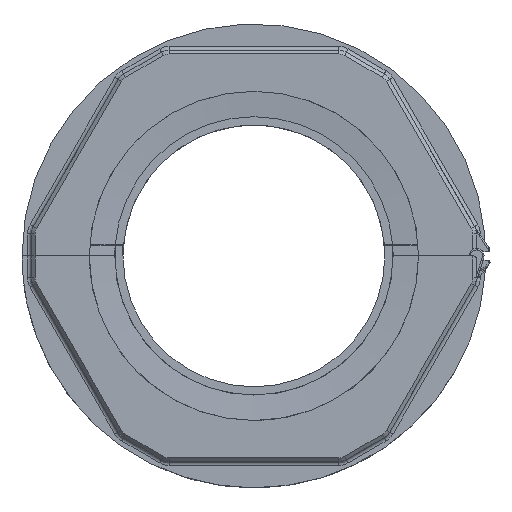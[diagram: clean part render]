
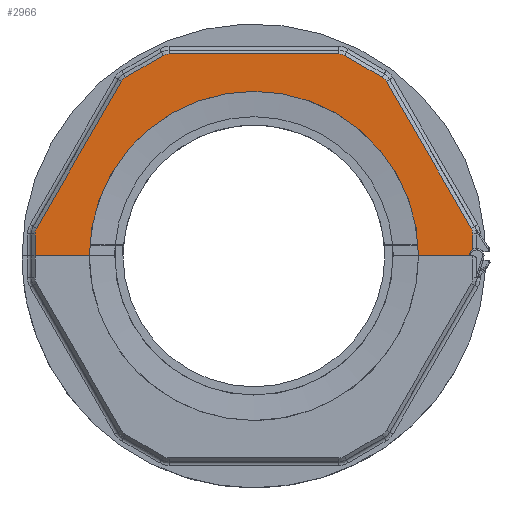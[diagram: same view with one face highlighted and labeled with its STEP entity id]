
A CAD part, left-side view. The second image highlights one B-rep face of the part: STEP entity #2966.
In plain terms, the highlighted planar face has unit normal (-1, 0, 0).
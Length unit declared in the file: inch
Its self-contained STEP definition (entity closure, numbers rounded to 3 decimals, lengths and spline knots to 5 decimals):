
#394 = VERTEX_POINT ( 'NONE', #28535 ) ;
#698 = DIRECTION ( 'NONE',  ( 0., 0.866, -0.5 ) ) ;
#1212 = VECTOR ( 'NONE', #11069, 39.37008 ) ;
#1688 = DIRECTION ( 'NONE',  ( -1., 0., 0. ) ) ;
#1829 = EDGE_CURVE ( 'NONE', #27340, #37373, #21332, .T. ) ;
#2263 = VECTOR ( 'NONE', #24563, 39.37008 ) ;
#2303 = VERTEX_POINT ( 'NONE', #6504 ) ;
#2737 = VERTEX_POINT ( 'NONE', #17602 ) ;
#2966 = ADVANCED_FACE ( 'NONE', ( #28580 ), #10748, .T. ) ;
#3543 = VERTEX_POINT ( 'NONE', #26306 ) ;
#4628 = DIRECTION ( 'NONE',  ( 0., 0., -1. ) ) ;
#5439 = LINE ( 'NONE', #17862, #1212 ) ;
#5624 = DIRECTION ( 'NONE',  ( 0., 0., -1. ) ) ;
#6026 = CARTESIAN_POINT ( 'NONE',  ( -0.7874, -0.67571, 0.9398 ) ) ;
#6116 = DIRECTION ( 'NONE',  ( 0., 0.5, -0.866 ) ) ;
#6173 = EDGE_CURVE ( 'NONE', #21715, #25491, #26982, .T. ) ;
#6413 = EDGE_CURVE ( 'NONE', #19416, #2303, #28034, .T. ) ;
#6414 = CARTESIAN_POINT ( 'NONE',  ( -0.7874, 0.97441, 0. ) ) ;
#6474 = CARTESIAN_POINT ( 'NONE',  ( -0.7874, 0.86614, 0. ) ) ;
#6504 = CARTESIAN_POINT ( 'NONE',  ( -0.7874, -0.47603, 1.05508 ) ) ;
#7439 = DIRECTION ( 'NONE',  ( -1., 0., 0. ) ) ;
#7476 = CARTESIAN_POINT ( 'NONE',  ( -0.7874, -1.59879, 0. ) ) ;
#7503 = DIRECTION ( 'NONE',  ( 0., 0., -1. ) ) ;
#7717 = DIRECTION ( 'NONE',  ( 0., 0., 1. ) ) ;
#7738 = EDGE_CURVE ( 'NONE', #3543, #18038, #22686, .T. ) ;
#8836 = CARTESIAN_POINT ( 'NONE',  ( -0.7874, -1.09269, 0.11528 ) ) ;
#9173 = VERTEX_POINT ( 'NONE', #22597 ) ;
#9254 = CARTESIAN_POINT ( 'NONE',  ( -0.7874, 0.67571, 0.9398 ) ) ;
#9329 = ORIENTED_EDGE ( 'NONE', *, *, #36846, .T. ) ;
#9721 = LINE ( 'NONE', #31141, #11651 ) ;
#9857 = CARTESIAN_POINT ( 'NONE',  ( -0.7874, -0.69733, 0.91818 ) ) ;
#9910 = EDGE_CURVE ( 'NONE', #2303, #25889, #24931, .T. ) ;
#10349 = ORIENTED_EDGE ( 'NONE', *, *, #29919, .T. ) ;
#10369 = AXIS2_PLACEMENT_3D ( 'NONE', #36262, #32668, #5624 ) ;
#10748 = PLANE ( 'NONE',  #30286 ) ;
#10914 = ORIENTED_EDGE ( 'NONE', *, *, #39094, .T. ) ;
#10931 = CARTESIAN_POINT ( 'NONE',  ( -0.7874, 0.44651, 1.06299 ) ) ;
#11069 = DIRECTION ( 'NONE',  ( 0., -1., 0. ) ) ;
#11094 = VERTEX_POINT ( 'NONE', #9857 ) ;
#11566 = CARTESIAN_POINT ( 'NONE',  ( -0.7874, -1.17143, 0. ) ) ;
#11651 = VECTOR ( 'NONE', #698, 39.37008 ) ;
#11981 = CARTESIAN_POINT ( 'NONE',  ( -0.7874, -1.15174, 0. ) ) ;
#12503 = CARTESIAN_POINT ( 'NONE',  ( -0.7874, -1.14383, 0.14481 ) ) ;
#12711 = EDGE_CURVE ( 'NONE', #394, #21715, #5439, .T. ) ;
#13210 = AXIS2_PLACEMENT_3D ( 'NONE', #23837, #14460, #30250 ) ;
#13382 = VECTOR ( 'NONE', #31899, 39.37008 ) ;
#13445 = AXIS2_PLACEMENT_3D ( 'NONE', #16471, #7439, #4628 ) ;
#13889 = ORIENTED_EDGE ( 'NONE', *, *, #35020, .T. ) ;
#14163 = CIRCLE ( 'NONE', #30786, 0.05906 ) ;
#14245 = CARTESIAN_POINT ( 'NONE',  ( -0.7874, 0.97441, 1.06299 ) ) ;
#14278 = LINE ( 'NONE', #26451, #30025 ) ;
#14460 = DIRECTION ( 'NONE',  ( 1., 0., 0. ) ) ;
#14482 = CARTESIAN_POINT ( 'NONE',  ( -0.7874, -1.15174, 0.0341 ) ) ;
#14580 = DIRECTION ( 'NONE',  ( 1., 0., 0. ) ) ;
#14722 = DIRECTION ( 'NONE',  ( -1., 0., 0. ) ) ;
#15233 = CARTESIAN_POINT ( 'NONE',  ( -0.7874, -1.13206, 0. ) ) ;
#15269 = DIRECTION ( 'NONE',  ( -1., 0., 0. ) ) ;
#15977 = EDGE_CURVE ( 'NONE', #2737, #20052, #9721, .T. ) ;
#16471 = CARTESIAN_POINT ( 'NONE',  ( -0.7874, -0.44651, 1.00394 ) ) ;
#17435 = LINE ( 'NONE', #14245, #31340 ) ;
#17602 = CARTESIAN_POINT ( 'NONE',  ( -0.7874, 0.47603, 1.05508 ) ) ;
#17862 = CARTESIAN_POINT ( 'NONE',  ( -0.7874, -1.59879, 0. ) ) ;
#18038 = VERTEX_POINT ( 'NONE', #6474 ) ;
#18075 = CIRCLE ( 'NONE', #19354, 0.05906 ) ;
#18248 = DIRECTION ( 'NONE',  ( 0., 0.866, 0.5 ) ) ;
#19354 = AXIS2_PLACEMENT_3D ( 'NONE', #39507, #14722, #21507 ) ;
#19416 = VERTEX_POINT ( 'NONE', #33625 ) ;
#19527 = CARTESIAN_POINT ( 'NONE',  ( -0.7874, 0.64618, 0.88865 ) ) ;
#19796 = CIRCLE ( 'NONE', #23599, 0.05906 ) ;
#20052 = VERTEX_POINT ( 'NONE', #9254 ) ;
#20279 = DIRECTION ( 'NONE',  ( 0., 0., -1. ) ) ;
#20330 = EDGE_CURVE ( 'NONE', #9173, #3543, #23764, .T. ) ;
#20674 = CARTESIAN_POINT ( 'NONE',  ( -0.7874, 1.09269, 0.11528 ) ) ;
#20770 = CARTESIAN_POINT ( 'NONE',  ( -0.7874, 1.15174, 0. ) ) ;
#20814 = AXIS2_PLACEMENT_3D ( 'NONE', #19527, #1688, #7503 ) ;
#21052 = DIRECTION ( 'NONE',  ( 0., 0., -1. ) ) ;
#21132 = ORIENTED_EDGE ( 'NONE', *, *, #6413, .T. ) ;
#21175 = LINE ( 'NONE', #11981, #33987 ) ;
#21332 = LINE ( 'NONE', #33553, #33469 ) ;
#21507 = DIRECTION ( 'NONE',  ( 0., 0., -1. ) ) ;
#21715 = VERTEX_POINT ( 'NONE', #15233 ) ;
#21869 = ORIENTED_EDGE ( 'NONE', *, *, #7738, .T. ) ;
#22107 = CIRCLE ( 'NONE', #20814, 0.05906 ) ;
#22597 = CARTESIAN_POINT ( 'NONE',  ( -0.7874, 1.15174, 0.11528 ) ) ;
#22613 = ORIENTED_EDGE ( 'NONE', *, *, #23503, .T. ) ;
#22686 = LINE ( 'NONE', #7476, #13382 ) ;
#22951 = DIRECTION ( 'NONE',  ( -1., 0., 0. ) ) ;
#23224 = DIRECTION ( 'NONE',  ( 0., 1., 0. ) ) ;
#23426 = ORIENTED_EDGE ( 'NONE', *, *, #34918, .T. ) ;
#23503 = EDGE_CURVE ( 'NONE', #26384, #11094, #14278, .T. ) ;
#23599 = AXIS2_PLACEMENT_3D ( 'NONE', #8836, #15269, #21052 ) ;
#23764 = LINE ( 'NONE', #20770, #2263 ) ;
#23837 = CARTESIAN_POINT ( 'NONE',  ( -0.7874, 0., 0. ) ) ;
#23974 = ORIENTED_EDGE ( 'NONE', *, *, #20330, .T. ) ;
#24201 = EDGE_CURVE ( 'NONE', #26901, #26384, #19796, .T. ) ;
#24563 = DIRECTION ( 'NONE',  ( 0., 0., -1. ) ) ;
#24931 = CIRCLE ( 'NONE', #13445, 0.05906 ) ;
#25491 = VERTEX_POINT ( 'NONE', #14482 ) ;
#25889 = VERTEX_POINT ( 'NONE', #33629 ) ;
#26306 = CARTESIAN_POINT ( 'NONE',  ( -0.7874, 1.15174, 0. ) ) ;
#26384 = VERTEX_POINT ( 'NONE', #12503 ) ;
#26451 = CARTESIAN_POINT ( 'NONE',  ( -0.7874, -1.14383, 0.14481 ) ) ;
#26901 = VERTEX_POINT ( 'NONE', #33659 ) ;
#26982 = CIRCLE ( 'NONE', #28921, 0.03937 ) ;
#27340 = VERTEX_POINT ( 'NONE', #29088 ) ;
#27739 = ORIENTED_EDGE ( 'NONE', *, *, #24201, .T. ) ;
#28034 = LINE ( 'NONE', #6026, #37222 ) ;
#28535 = CARTESIAN_POINT ( 'NONE',  ( -0.7874, -0.86614, 0. ) ) ;
#28580 = FACE_OUTER_BOUND ( 'NONE', #34287, .T. ) ;
#28921 = AXIS2_PLACEMENT_3D ( 'NONE', #11566, #14580, #7717 ) ;
#29088 = CARTESIAN_POINT ( 'NONE',  ( -0.7874, 0.69733, 0.91818 ) ) ;
#29919 = EDGE_CURVE ( 'NONE', #25889, #34650, #17435, .T. ) ;
#30025 = VECTOR ( 'NONE', #32671, 39.37008 ) ;
#30250 = DIRECTION ( 'NONE',  ( 0., 1., 0. ) ) ;
#30286 = AXIS2_PLACEMENT_3D ( 'NONE', #6414, #22951, #36847 ) ;
#30456 = CIRCLE ( 'NONE', #13210, 0.86614 ) ;
#30786 = AXIS2_PLACEMENT_3D ( 'NONE', #20674, #32895, #20279 ) ;
#31141 = CARTESIAN_POINT ( 'NONE',  ( -0.7874, 0.47603, 1.05508 ) ) ;
#31340 = VECTOR ( 'NONE', #23224, 39.37008 ) ;
#31899 = DIRECTION ( 'NONE',  ( 0., -1., 0. ) ) ;
#32287 = CARTESIAN_POINT ( 'NONE',  ( -0.7874, 1.14383, 0.14481 ) ) ;
#32668 = DIRECTION ( 'NONE',  ( -1., 0., 0. ) ) ;
#32671 = DIRECTION ( 'NONE',  ( 0., 0.5, 0.866 ) ) ;
#32895 = DIRECTION ( 'NONE',  ( -1., 0., 0. ) ) ;
#33143 = ORIENTED_EDGE ( 'NONE', *, *, #12711, .T. ) ;
#33469 = VECTOR ( 'NONE', #6116, 39.37008 ) ;
#33553 = CARTESIAN_POINT ( 'NONE',  ( -0.7874, 0.69733, 0.91818 ) ) ;
#33625 = CARTESIAN_POINT ( 'NONE',  ( -0.7874, -0.67571, 0.9398 ) ) ;
#33629 = CARTESIAN_POINT ( 'NONE',  ( -0.7874, -0.44651, 1.06299 ) ) ;
#33659 = CARTESIAN_POINT ( 'NONE',  ( -0.7874, -1.15174, 0.11528 ) ) ;
#33987 = VECTOR ( 'NONE', #36789, 39.37008 ) ;
#34287 = EDGE_LOOP ( 'NONE', ( #34688, #23426, #23974, #21869, #10914, #33143, #34556, #13889, #27739, #22613, #36065, #21132, #38649, #10349, #9329, #37019, #37376 ) ) ;
#34556 = ORIENTED_EDGE ( 'NONE', *, *, #6173, .T. ) ;
#34650 = VERTEX_POINT ( 'NONE', #10931 ) ;
#34688 = ORIENTED_EDGE ( 'NONE', *, *, #1829, .T. ) ;
#34918 = EDGE_CURVE ( 'NONE', #37373, #9173, #14163, .T. ) ;
#35020 = EDGE_CURVE ( 'NONE', #25491, #26901, #21175, .T. ) ;
#36065 = ORIENTED_EDGE ( 'NONE', *, *, #37345, .T. ) ;
#36262 = CARTESIAN_POINT ( 'NONE',  ( -0.7874, 0.44651, 1.00394 ) ) ;
#36789 = DIRECTION ( 'NONE',  ( 0., 0., 1. ) ) ;
#36846 = EDGE_CURVE ( 'NONE', #34650, #2737, #39145, .T. ) ;
#36847 = DIRECTION ( 'NONE',  ( 0., -1., 0. ) ) ;
#37019 = ORIENTED_EDGE ( 'NONE', *, *, #15977, .T. ) ;
#37222 = VECTOR ( 'NONE', #18248, 39.37008 ) ;
#37345 = EDGE_CURVE ( 'NONE', #11094, #19416, #18075, .T. ) ;
#37373 = VERTEX_POINT ( 'NONE', #32287 ) ;
#37376 = ORIENTED_EDGE ( 'NONE', *, *, #38623, .T. ) ;
#38623 = EDGE_CURVE ( 'NONE', #20052, #27340, #22107, .T. ) ;
#38649 = ORIENTED_EDGE ( 'NONE', *, *, #9910, .T. ) ;
#39094 = EDGE_CURVE ( 'NONE', #18038, #394, #30456, .T. ) ;
#39145 = CIRCLE ( 'NONE', #10369, 0.05906 ) ;
#39507 = CARTESIAN_POINT ( 'NONE',  ( -0.7874, -0.64618, 0.88865 ) ) ;
